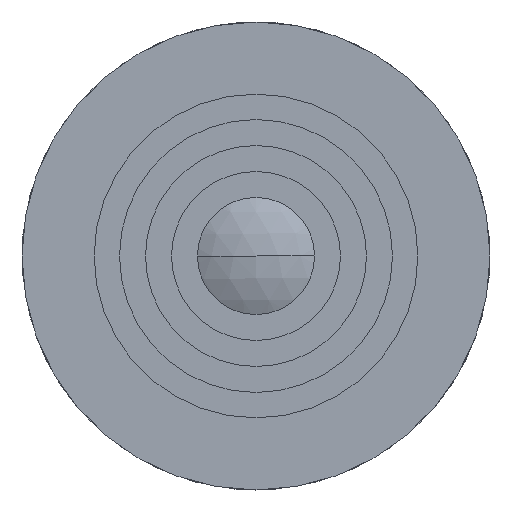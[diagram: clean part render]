
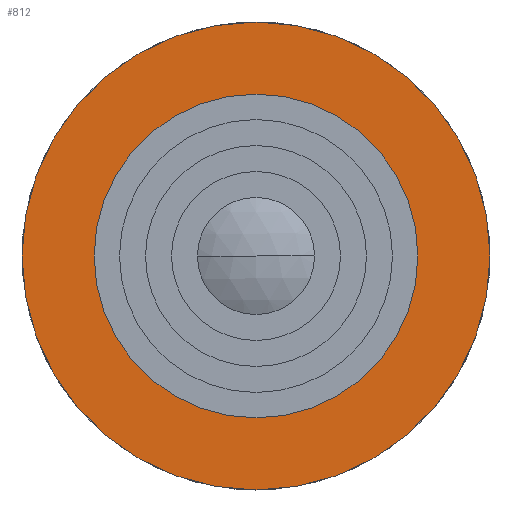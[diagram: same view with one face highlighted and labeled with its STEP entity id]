
A CAD part, left-side view. The second image highlights one B-rep face of the part: STEP entity #812.
In plain terms, the highlighted planar face has unit normal (-1, 0, 0).
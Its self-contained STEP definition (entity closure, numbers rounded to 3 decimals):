
#202 = EDGE_CURVE ( 'NONE', #1132, #456, #914, .T. ) ;
#317 = AXIS2_PLACEMENT_3D ( 'NONE', #2701, #2478, #1526 ) ;
#366 = CIRCLE ( 'NONE', #2181, 18. ) ;
#399 = ORIENTED_EDGE ( 'NONE', *, *, #1479, .F. ) ;
#456 = VERTEX_POINT ( 'NONE', #2443 ) ;
#562 = CIRCLE ( 'NONE', #317, 12.45 ) ;
#739 = DIRECTION ( 'NONE',  ( -1., 0., 0. ) ) ;
#812 = ADVANCED_FACE ( 'NONE', ( #906, #2978 ), #2265, .F. ) ;
#906 = FACE_BOUND ( 'NONE', #2216, .T. ) ;
#914 = CIRCLE ( 'NONE', #2148, 18. ) ;
#960 = DIRECTION ( 'NONE',  ( -1., 0., 0. ) ) ;
#1100 = CIRCLE ( 'NONE', #1693, 12.45 ) ;
#1114 = EDGE_CURVE ( 'NONE', #456, #1132, #366, .T. ) ;
#1132 = VERTEX_POINT ( 'NONE', #2448 ) ;
#1162 = ORIENTED_EDGE ( 'NONE', *, *, #202, .T. ) ;
#1202 = EDGE_LOOP ( 'NONE', ( #1162, #3007 ) ) ;
#1251 = CARTESIAN_POINT ( 'NONE',  ( 0., 0., 0. ) ) ;
#1375 = DIRECTION ( 'NONE',  ( 1., 0., 0. ) ) ;
#1479 = EDGE_CURVE ( 'NONE', #2811, #1864, #1100, .T. ) ;
#1519 = AXIS2_PLACEMENT_3D ( 'NONE', #1849, #1375, #2769 ) ;
#1526 = DIRECTION ( 'NONE',  ( 0., 0., 1. ) ) ;
#1593 = EDGE_CURVE ( 'NONE', #1864, #2811, #562, .T. ) ;
#1679 = DIRECTION ( 'NONE',  ( 0., 0., 1. ) ) ;
#1693 = AXIS2_PLACEMENT_3D ( 'NONE', #2856, #960, #2426 ) ;
#1718 = CARTESIAN_POINT ( 'NONE',  ( 0., 0., -12.45 ) ) ;
#1849 = CARTESIAN_POINT ( 'NONE',  ( 0., 18., 0. ) ) ;
#1864 = VERTEX_POINT ( 'NONE', #2457 ) ;
#1993 = CARTESIAN_POINT ( 'NONE',  ( 0., 0., 0. ) ) ;
#2148 = AXIS2_PLACEMENT_3D ( 'NONE', #1993, #739, #1679 ) ;
#2181 = AXIS2_PLACEMENT_3D ( 'NONE', #1251, #2191, #2912 ) ;
#2191 = DIRECTION ( 'NONE',  ( -1., 0., 0. ) ) ;
#2216 = EDGE_LOOP ( 'NONE', ( #2796, #399 ) ) ;
#2265 = PLANE ( 'NONE',  #1519 ) ;
#2426 = DIRECTION ( 'NONE',  ( 0., 0., 1. ) ) ;
#2443 = CARTESIAN_POINT ( 'NONE',  ( 0., 0., -18. ) ) ;
#2448 = CARTESIAN_POINT ( 'NONE',  ( 0., 0., 18. ) ) ;
#2457 = CARTESIAN_POINT ( 'NONE',  ( 0., 0., 12.45 ) ) ;
#2478 = DIRECTION ( 'NONE',  ( -1., 0., 0. ) ) ;
#2701 = CARTESIAN_POINT ( 'NONE',  ( 0., 0., 0. ) ) ;
#2769 = DIRECTION ( 'NONE',  ( 0., 0., -1. ) ) ;
#2796 = ORIENTED_EDGE ( 'NONE', *, *, #1593, .F. ) ;
#2811 = VERTEX_POINT ( 'NONE', #1718 ) ;
#2856 = CARTESIAN_POINT ( 'NONE',  ( 0., 0., 0. ) ) ;
#2912 = DIRECTION ( 'NONE',  ( 0., 0., 1. ) ) ;
#2978 = FACE_OUTER_BOUND ( 'NONE', #1202, .T. ) ;
#3007 = ORIENTED_EDGE ( 'NONE', *, *, #1114, .T. ) ;
